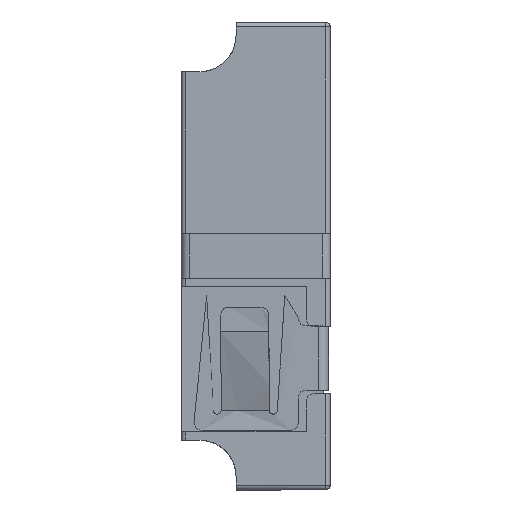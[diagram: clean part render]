
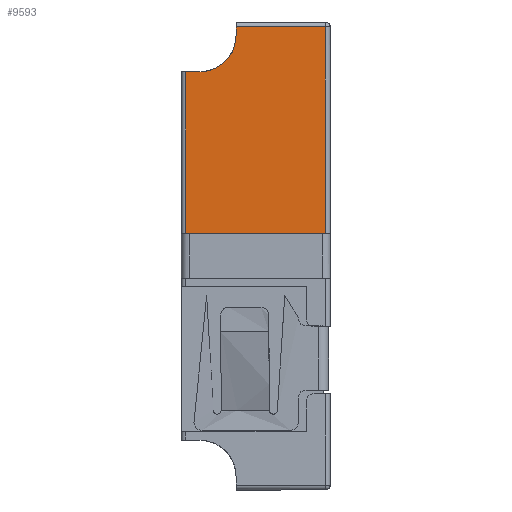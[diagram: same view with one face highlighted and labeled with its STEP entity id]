
A CAD part, left-side view. The second image highlights one B-rep face of the part: STEP entity #9593.
In plain terms, the highlighted planar face has unit normal (1, 0, 0).
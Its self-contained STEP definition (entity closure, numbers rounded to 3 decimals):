
#65 = VERTEX_POINT ( 'NONE', #25208 ) ;
#147 = ORIENTED_EDGE ( 'NONE', *, *, #7841, .F. ) ;
#415 = CARTESIAN_POINT ( 'NONE',  ( -12.925, 6.154, 27.217 ) ) ;
#492 = DIRECTION ( 'NONE',  ( 0., 0., 1. ) ) ;
#821 = VECTOR ( 'NONE', #7534, 1000. ) ;
#880 = EDGE_CURVE ( 'NONE', #21304, #65, #18515, .T. ) ;
#1371 = DIRECTION ( 'NONE',  ( 0., 0., 1. ) ) ;
#1442 = ORIENTED_EDGE ( 'NONE', *, *, #7882, .F. ) ;
#1648 = VERTEX_POINT ( 'NONE', #11456 ) ;
#2202 = VERTEX_POINT ( 'NONE', #8067 ) ;
#2474 = CARTESIAN_POINT ( 'NONE',  ( -12.925, 6.737, 26.551 ) ) ;
#2782 = PLANE ( 'NONE',  #20632 ) ;
#3774 = ORIENTED_EDGE ( 'NONE', *, *, #19218, .T. ) ;
#4111 = DIRECTION ( 'NONE',  ( 0., 1., 0. ) ) ;
#4294 = CARTESIAN_POINT ( 'NONE',  ( -12.925, 7.825, 26.1 ) ) ;
#4542 = ORIENTED_EDGE ( 'NONE', *, *, #25266, .F. ) ;
#4691 = DIRECTION ( 'NONE',  ( 0., 0., 1. ) ) ;
#5548 = LINE ( 'NONE', #6675, #11942 ) ;
#5866 = VECTOR ( 'NONE', #13991, 1000. ) ;
#6250 = CARTESIAN_POINT ( 'NONE',  ( -12.925, 7.531, 26.159 ) ) ;
#6509 = CARTESIAN_POINT ( 'NONE',  ( -12.925, 9.3, 16. ) ) ;
#6598 = DIRECTION ( 'NONE',  ( 0., 1., 0. ) ) ;
#6675 = CARTESIAN_POINT ( 'NONE',  ( -12.925, 0.3, 28.9 ) ) ;
#6745 = CARTESIAN_POINT ( 'NONE',  ( -12.925, 8.12, 26.1 ) ) ;
#7534 = DIRECTION ( 'NONE',  ( 0., 0., -1. ) ) ;
#7841 = EDGE_CURVE ( 'NONE', #25031, #14261, #12593, .T. ) ;
#7882 = EDGE_CURVE ( 'NONE', #21304, #2202, #5548, .T. ) ;
#8067 = CARTESIAN_POINT ( 'NONE',  ( -12.925, 0.3, 28.9 ) ) ;
#8310 = CARTESIAN_POINT ( 'NONE',  ( -12.925, 6.321, 26.967 ) ) ;
#9357 = VERTEX_POINT ( 'NONE', #16129 ) ;
#9593 = ADVANCED_FACE ( 'NONE', ( #23740 ), #2782, .F. ) ;
#10382 = CARTESIAN_POINT ( 'NONE',  ( -12.925, 5.929, 27.761 ) ) ;
#10459 = CARTESIAN_POINT ( 'NONE',  ( -12.925, 9.3, 26.1 ) ) ;
#10466 = CARTESIAN_POINT ( 'NONE',  ( -12.925, 5.87, 28.055 ) ) ;
#11174 = ORIENTED_EDGE ( 'NONE', *, *, #26054, .F. ) ;
#11456 = CARTESIAN_POINT ( 'NONE',  ( -12.925, 5.87, 28.35 ) ) ;
#11735 = LINE ( 'NONE', #21612, #821 ) ;
#11942 = VECTOR ( 'NONE', #492, 1000. ) ;
#12593 = LINE ( 'NONE', #10459, #14810 ) ;
#13066 = VECTOR ( 'NONE', #6598, 1000. ) ;
#13991 = DIRECTION ( 'NONE',  ( 0., 1., 0. ) ) ;
#14261 = VERTEX_POINT ( 'NONE', #20333 ) ;
#14556 = CARTESIAN_POINT ( 'NONE',  ( -12.925, 6.987, 26.384 ) ) ;
#14810 = VECTOR ( 'NONE', #4111, 1000. ) ;
#16129 = CARTESIAN_POINT ( 'NONE',  ( -12.925, 5.87, 28.9 ) ) ;
#16609 = EDGE_LOOP ( 'NONE', ( #4542, #21926, #1442, #17744, #3774, #147, #11174 ) ) ;
#16779 = LINE ( 'NONE', #19640, #18711 ) ;
#17744 = ORIENTED_EDGE ( 'NONE', *, *, #880, .T. ) ;
#18093 = CARTESIAN_POINT ( 'NONE',  ( -12.925, 9.3, 28.9 ) ) ;
#18515 = LINE ( 'NONE', #6509, #13066 ) ;
#18711 = VECTOR ( 'NONE', #1371, 1000. ) ;
#19218 = EDGE_CURVE ( 'NONE', #65, #14261, #16779, .T. ) ;
#19339 = LINE ( 'NONE', #18093, #5866 ) ;
#19640 = CARTESIAN_POINT ( 'NONE',  ( -12.925, 9., 28.9 ) ) ;
#20333 = CARTESIAN_POINT ( 'NONE',  ( -12.925, 9., 26.1 ) ) ;
#20632 = AXIS2_PLACEMENT_3D ( 'NONE', #22892, #24944, #4691 ) ;
#20992 = EDGE_CURVE ( 'NONE', #2202, #9357, #19339, .T. ) ;
#21304 = VERTEX_POINT ( 'NONE', #24932 ) ;
#21612 = CARTESIAN_POINT ( 'NONE',  ( -12.925, 5.87, 28.9 ) ) ;
#21926 = ORIENTED_EDGE ( 'NONE', *, *, #20992, .F. ) ;
#22579 = B_SPLINE_CURVE_WITH_KNOTS ( 'NONE', 3,
 ( #22751, #10466, #10382, #415, #8310, #2474, #14556, #6250, #4294, #24904 ),
 .UNSPECIFIED., .F., .F.,
 ( 4, 2, 2, 2, 4 ),
 ( 0., 0.25, 0.5, 0.75, 1. ),
 .UNSPECIFIED. ) ;
#22751 = CARTESIAN_POINT ( 'NONE',  ( -12.925, 5.87, 28.35 ) ) ;
#22892 = CARTESIAN_POINT ( 'NONE',  ( -12.925, 9.3, 28.9 ) ) ;
#23740 = FACE_OUTER_BOUND ( 'NONE', #16609, .T. ) ;
#24904 = CARTESIAN_POINT ( 'NONE',  ( -12.925, 8.12, 26.1 ) ) ;
#24932 = CARTESIAN_POINT ( 'NONE',  ( -12.925, 0.3, 16. ) ) ;
#24944 = DIRECTION ( 'NONE',  ( -1., 0., 0. ) ) ;
#25031 = VERTEX_POINT ( 'NONE', #6745 ) ;
#25208 = CARTESIAN_POINT ( 'NONE',  ( -12.925, 9., 16. ) ) ;
#25266 = EDGE_CURVE ( 'NONE', #9357, #1648, #11735, .T. ) ;
#26054 = EDGE_CURVE ( 'NONE', #1648, #25031, #22579, .T. ) ;
